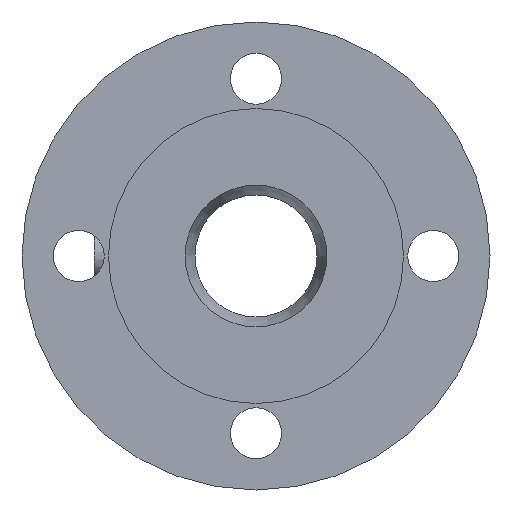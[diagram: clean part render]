
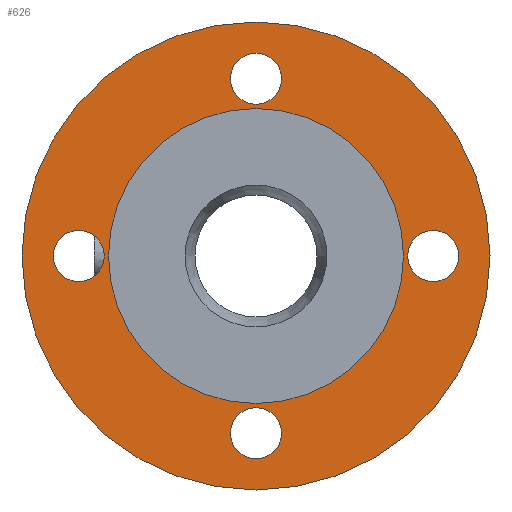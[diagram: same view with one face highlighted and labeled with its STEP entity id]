
A CAD part, left-side view. The second image highlights one B-rep face of the part: STEP entity #626.
In plain terms, the highlighted planar face has unit normal (-1, 0, 0).
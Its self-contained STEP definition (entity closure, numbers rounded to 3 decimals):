
#43=PLANE('',#708);
#72=FACE_BOUND('',#204,.T.);
#73=FACE_BOUND('',#205,.T.);
#74=FACE_BOUND('',#206,.T.);
#75=FACE_BOUND('',#207,.T.);
#76=FACE_BOUND('',#208,.T.);
#132=FACE_OUTER_BOUND('',#203,.T.);
#203=EDGE_LOOP('',(#504));
#204=EDGE_LOOP('',(#505));
#205=EDGE_LOOP('',(#506));
#206=EDGE_LOOP('',(#507));
#207=EDGE_LOOP('',(#508));
#208=EDGE_LOOP('',(#509));
#288=CIRCLE('',#677,9.);
#290=CIRCLE('',#680,9.);
#292=CIRCLE('',#683,9.);
#294=CIRCLE('',#686,9.);
#306=CIRCLE('',#707,52.);
#307=CIRCLE('',#709,82.5);
#350=VERTEX_POINT('',#1029);
#352=VERTEX_POINT('',#1034);
#354=VERTEX_POINT('',#1039);
#356=VERTEX_POINT('',#1044);
#369=VERTEX_POINT('',#1084);
#370=VERTEX_POINT('',#1087);
#410=EDGE_CURVE('',#350,#350,#288,.T.);
#412=EDGE_CURVE('',#352,#352,#290,.T.);
#414=EDGE_CURVE('',#354,#354,#292,.T.);
#416=EDGE_CURVE('',#356,#356,#294,.T.);
#429=EDGE_CURVE('',#369,#369,#306,.T.);
#430=EDGE_CURVE('',#370,#370,#307,.T.);
#504=ORIENTED_EDGE('',*,*,#430,.F.);
#505=ORIENTED_EDGE('',*,*,#410,.T.);
#506=ORIENTED_EDGE('',*,*,#412,.T.);
#507=ORIENTED_EDGE('',*,*,#414,.T.);
#508=ORIENTED_EDGE('',*,*,#416,.T.);
#509=ORIENTED_EDGE('',*,*,#429,.T.);
#626=ADVANCED_FACE('',(#132,#72,#73,#74,#75,#76),#43,.T.);
#677=AXIS2_PLACEMENT_3D('',#1030,#796,#797);
#680=AXIS2_PLACEMENT_3D('',#1035,#802,#803);
#683=AXIS2_PLACEMENT_3D('',#1040,#808,#809);
#686=AXIS2_PLACEMENT_3D('',#1045,#814,#815);
#707=AXIS2_PLACEMENT_3D('',#1085,#856,#857);
#708=AXIS2_PLACEMENT_3D('',#1086,#858,#859);
#709=AXIS2_PLACEMENT_3D('',#1088,#860,#861);
#796=DIRECTION('center_axis',(1.,0.,0.));
#797=DIRECTION('ref_axis',(0.,-1.,0.));
#802=DIRECTION('center_axis',(1.,0.,0.));
#803=DIRECTION('ref_axis',(0.,0.,1.));
#808=DIRECTION('center_axis',(1.,0.,0.));
#809=DIRECTION('ref_axis',(0.,1.,0.));
#814=DIRECTION('center_axis',(1.,0.,0.));
#815=DIRECTION('ref_axis',(0.,0.,-1.));
#856=DIRECTION('center_axis',(1.,0.,0.));
#857=DIRECTION('ref_axis',(0.,0.,-1.));
#858=DIRECTION('center_axis',(-1.,0.,0.));
#859=DIRECTION('ref_axis',(0.,0.,1.));
#860=DIRECTION('center_axis',(1.,0.,0.));
#861=DIRECTION('ref_axis',(0.,0.,-1.));
#1029=CARTESIAN_POINT('',(-150.833,9.,-62.5));
#1030=CARTESIAN_POINT('Origin',(-150.833,0.,
-62.5));
#1034=CARTESIAN_POINT('',(-150.833,-62.5,-9.));
#1035=CARTESIAN_POINT('Origin',(-150.833,-62.5,0.));
#1039=CARTESIAN_POINT('',(-150.833,-9.,62.5));
#1040=CARTESIAN_POINT('Origin',(-150.833,0.,
62.5));
#1044=CARTESIAN_POINT('',(-150.833,62.5,9.));
#1045=CARTESIAN_POINT('Origin',(-150.833,62.5,0.));
#1084=CARTESIAN_POINT('',(-150.833,52.,0.));
#1085=CARTESIAN_POINT('Origin',(-150.833,0.,
0.));
#1086=CARTESIAN_POINT('Origin',(-150.833,82.5,0.));
#1087=CARTESIAN_POINT('',(-150.833,82.5,0.));
#1088=CARTESIAN_POINT('Origin',(-150.833,0.,
0.));
